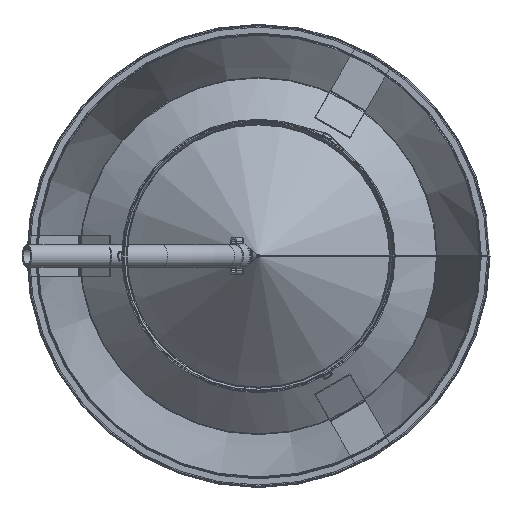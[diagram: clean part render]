
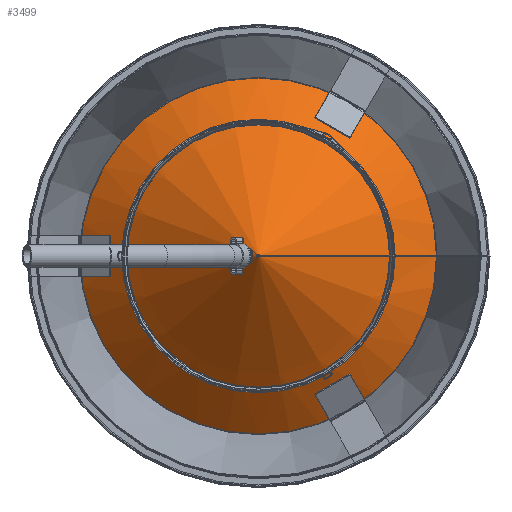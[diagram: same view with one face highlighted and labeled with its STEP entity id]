
A CAD part, front view. The second image highlights one B-rep face of the part: STEP entity #3499.
In plain terms, the highlighted conical face has half-angle 50 degrees and reference radius 55.636 mm.
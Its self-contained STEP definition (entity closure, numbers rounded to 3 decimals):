
#272=FACE_BOUND('',#1329,.T.);
#373=CIRCLE('',#3816,110.386);
#375=CIRCLE('',#3820,0.886);
#596=LINE('',#6178,#832);
#597=LINE('',#6179,#833);
#832=VECTOR('',#4555,142.942);
#833=VECTOR('',#4556,142.942);
#981=CONICAL_SURFACE('',#3821,55.636,50.);
#1100=FACE_OUTER_BOUND('',#1328,.T.);
#1328=EDGE_LOOP('',(#2642,#2643,#2644,#2645));
#1329=EDGE_LOOP('',(#2646,#2647));
#1493=B_SPLINE_CURVE_WITH_KNOTS('',3,(#6052,#6053,#6054,#6055,#6056,#6057,
#6058,#6059,#6060,#6061,#6062,#6063,#6064,#6065,#6066,#6067,#6068,#6069,
#6070,#6071,#6072,#6073,#6074,#6075,#6076,#6077,#6078,#6079),
 .UNSPECIFIED.,.F.,.F.,(4,2,2,2,2,2,2,2,2,2,2,2,2,4),(1.001,1.002,
1.129,1.256,1.51,1.635,1.761,
1.882,2.003,2.135,2.267,2.395,
2.523,2.523),.UNSPECIFIED.);
#1494=B_SPLINE_CURVE_WITH_KNOTS('',3,(#6080,#6081,#6082,#6083,#6084,#6085,
#6086,#6087,#6088,#6089,#6090,#6091,#6092,#6093,#6094,#6095,#6096,#6097,
#6098,#6099,#6100,#6101,#6102,#6103,#6104),.UNSPECIFIED.,.F.,.F.,(4,2,2,
2,3,2,2,2,2,2,2,4),(2.523,2.651,2.779,
2.91,3.042,3.163,3.285,3.41,
3.535,3.789,3.916,4.043),
 .UNSPECIFIED.);
#1599=VERTEX_POINT('',#6050);
#1600=VERTEX_POINT('',#6051);
#1602=VERTEX_POINT('',#6157);
#1605=VERTEX_POINT('',#6162);
#1608=VERTEX_POINT('',#6172);
#1609=VERTEX_POINT('',#6174);
#1959=EDGE_CURVE('',#1599,#1600,#1493,.T.);
#1960=EDGE_CURVE('',#1600,#1599,#1494,.T.);
#1965=EDGE_CURVE('',#1605,#1602,#373,.T.);
#1970=EDGE_CURVE('',#1609,#1608,#375,.T.);
#1972=EDGE_CURVE('',#1608,#1602,#596,.T.);
#1973=EDGE_CURVE('',#1609,#1605,#597,.T.);
#2642=ORIENTED_EDGE('',*,*,#1972,.T.);
#2643=ORIENTED_EDGE('',*,*,#1965,.F.);
#2644=ORIENTED_EDGE('',*,*,#1973,.F.);
#2645=ORIENTED_EDGE('',*,*,#1970,.T.);
#2646=ORIENTED_EDGE('',*,*,#1959,.T.);
#2647=ORIENTED_EDGE('',*,*,#1960,.T.);
#3499=ADVANCED_FACE('',(#1100,#272),#981,.T.);
#3816=AXIS2_PLACEMENT_3D('',#6164,#4539,#4540);
#3820=AXIS2_PLACEMENT_3D('',#6175,#4550,#4551);
#3821=AXIS2_PLACEMENT_3D('',#6177,#4553,#4554);
#4539=DIRECTION('center_axis',(0.,1.,0.));
#4540=DIRECTION('ref_axis',(1.,0.,0.));
#4550=DIRECTION('center_axis',(0.,1.,0.));
#4551=DIRECTION('ref_axis',(1.,0.,0.));
#4553=DIRECTION('center_axis',(0.,1.,0.));
#4554=DIRECTION('ref_axis',(1.,0.,0.));
#4555=DIRECTION('',(0.766,0.643,0.));
#4556=DIRECTION('',(0.766,0.643,0.));
#6050=CARTESIAN_POINT('',(-11.876,9.182,-0.001));
#6051=CARTESIAN_POINT('',(-4.216,2.754,0.));
#6052=CARTESIAN_POINT('Ctrl Pts',(-11.876,9.182,-0.001));
#6053=CARTESIAN_POINT('Ctrl Pts',(-11.876,9.182,-0.001));
#6054=CARTESIAN_POINT('Ctrl Pts',(-11.876,9.182,0.));
#6055=CARTESIAN_POINT('Ctrl Pts',(-11.876,9.182,0.424));
#6056=CARTESIAN_POINT('Ctrl Pts',(-11.825,9.158,0.855));
#6057=CARTESIAN_POINT('Ctrl Pts',(-11.618,9.062,1.694));
#6058=CARTESIAN_POINT('Ctrl Pts',(-11.462,8.988,2.101));
#6059=CARTESIAN_POINT('Ctrl Pts',(-10.86,8.7,3.234));
#6060=CARTESIAN_POINT('Ctrl Pts',(-10.273,8.411,3.868));
#6061=CARTESIAN_POINT('Ctrl Pts',(-9.312,7.893,4.506));
#6062=CARTESIAN_POINT('Ctrl Pts',(-8.947,7.688,4.688));
#6063=CARTESIAN_POINT('Ctrl Pts',(-8.2,7.242,4.932));
#6064=CARTESIAN_POINT('Ctrl Pts',(-7.819,7.,4.993));
#6065=CARTESIAN_POINT('Ctrl Pts',(-7.143,6.534,5.005));
#6066=CARTESIAN_POINT('Ctrl Pts',(-6.79,6.272,4.96));
#6067=CARTESIAN_POINT('Ctrl Pts',(-6.137,5.729,4.752));
#6068=CARTESIAN_POINT('Ctrl Pts',(-5.838,5.447,4.589));
#6069=CARTESIAN_POINT('Ctrl Pts',(-5.33,4.905,4.189));
#6070=CARTESIAN_POINT('Ctrl Pts',(-5.086,4.6,3.913));
#6071=CARTESIAN_POINT('Ctrl Pts',(-4.703,4.02,3.267));
#6072=CARTESIAN_POINT('Ctrl Pts',(-4.563,3.746,2.898));
#6073=CARTESIAN_POINT('Ctrl Pts',(-4.374,3.31,2.174));
#6074=CARTESIAN_POINT('Ctrl Pts',(-4.309,3.107,1.758));
#6075=CARTESIAN_POINT('Ctrl Pts',(-4.231,2.827,0.885));
#6076=CARTESIAN_POINT('Ctrl Pts',(-4.216,2.754,0.427));
#6077=CARTESIAN_POINT('Ctrl Pts',(-4.216,2.754,0.));
#6078=CARTESIAN_POINT('Ctrl Pts',(-4.216,2.754,0.));
#6079=CARTESIAN_POINT('Ctrl Pts',(-4.216,2.754,0.));
#6080=CARTESIAN_POINT('Ctrl Pts',(-4.216,2.754,0.));
#6081=CARTESIAN_POINT('Ctrl Pts',(-4.216,2.754,-0.427));
#6082=CARTESIAN_POINT('Ctrl Pts',(-4.23,2.827,-0.885));
#6083=CARTESIAN_POINT('Ctrl Pts',(-4.309,3.107,-1.758));
#6084=CARTESIAN_POINT('Ctrl Pts',(-4.374,3.31,-2.174));
#6085=CARTESIAN_POINT('Ctrl Pts',(-4.563,3.746,-2.898));
#6086=CARTESIAN_POINT('Ctrl Pts',(-4.703,4.02,-3.267));
#6087=CARTESIAN_POINT('Ctrl Pts',(-5.086,4.6,-3.913));
#6088=CARTESIAN_POINT('Ctrl Pts',(-5.33,4.905,-4.189));
#6089=CARTESIAN_POINT('Ctrl Pts',(-5.594,5.187,-4.397));
#6090=CARTESIAN_POINT('Ctrl Pts',(-5.838,5.447,-4.588));
#6091=CARTESIAN_POINT('Ctrl Pts',(-6.137,5.729,-4.752));
#6092=CARTESIAN_POINT('Ctrl Pts',(-6.79,6.272,-4.96));
#6093=CARTESIAN_POINT('Ctrl Pts',(-7.143,6.534,-5.005));
#6094=CARTESIAN_POINT('Ctrl Pts',(-7.819,7.,-4.993));
#6095=CARTESIAN_POINT('Ctrl Pts',(-8.2,7.242,-4.932));
#6096=CARTESIAN_POINT('Ctrl Pts',(-8.947,7.688,-4.688));
#6097=CARTESIAN_POINT('Ctrl Pts',(-9.312,7.893,-4.506));
#6098=CARTESIAN_POINT('Ctrl Pts',(-10.273,8.411,-3.868));
#6099=CARTESIAN_POINT('Ctrl Pts',(-10.86,8.7,-3.234));
#6100=CARTESIAN_POINT('Ctrl Pts',(-11.462,8.988,-2.101));
#6101=CARTESIAN_POINT('Ctrl Pts',(-11.618,9.062,-1.694));
#6102=CARTESIAN_POINT('Ctrl Pts',(-11.825,9.158,-0.856));
#6103=CARTESIAN_POINT('Ctrl Pts',(-11.876,9.182,-0.425));
#6104=CARTESIAN_POINT('Ctrl Pts',(-11.876,9.182,-0.001));
#6157=CARTESIAN_POINT('',(110.386,91.841,0.019));
#6162=CARTESIAN_POINT('',(110.386,91.841,0.));
#6164=CARTESIAN_POINT('Origin',(0.,91.841,0.));
#6172=CARTESIAN_POINT('',(0.886,-0.04,0.));
#6174=CARTESIAN_POINT('',(0.886,-0.04,0.));
#6175=CARTESIAN_POINT('Origin',(0.,-0.04,0.));
#6177=CARTESIAN_POINT('Origin',(0.,45.901,0.));
#6178=CARTESIAN_POINT('',(0.886,-0.04,0.));
#6179=CARTESIAN_POINT('',(0.886,-0.04,0.));
